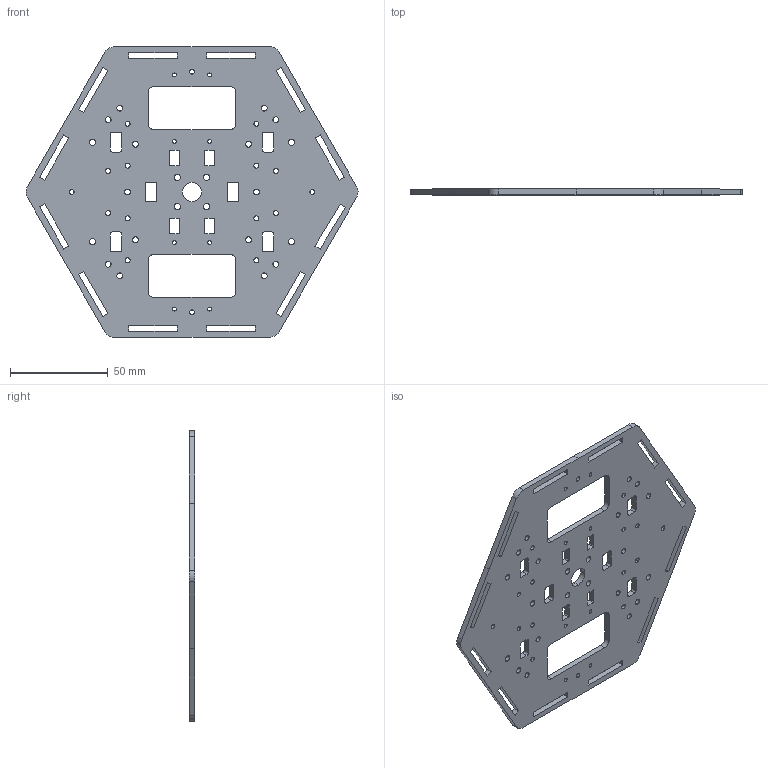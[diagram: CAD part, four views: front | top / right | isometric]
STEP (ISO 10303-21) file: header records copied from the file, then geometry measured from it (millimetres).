
FILE_DESCRIPTION (( 'STEP AP203' ), '1' );
FILE_NAME ('osn5_项 箪铍鬣龛㥮sldprt.STEP', '2018-04-26T12:45:54', ( '' ), ( '' ), 'SwSTEP 2.0', 'SolidWorks 2018', '' );
FILE_SCHEMA (( 'CONFIG_CONTROL_DESIGN' ));
Length unit declared in the file: millimetre
Products named in the file (1): osn5_项 箪铍鬣龛㥮sldprt
Bounding box: 170.17 x 3 x 148.96 mm (x, y, z)
Volume: 46435.5 mm3; surface area: 37388.4 mm2
Topology: 1 solids, 1 shells, 344 faces, 1026 edges, 684 vertices
Faces by surface type: bspline 234, plane 110
Entity records: 13051 total; most frequent: CARTESIAN_POINT 5097, ORIENTED_EDGE 2052, EDGE_CURVE 1026, DIRECTION 780, VERTEX_POINT 684, VECTOR 558, LINE 558, EDGE_LOOP 486
